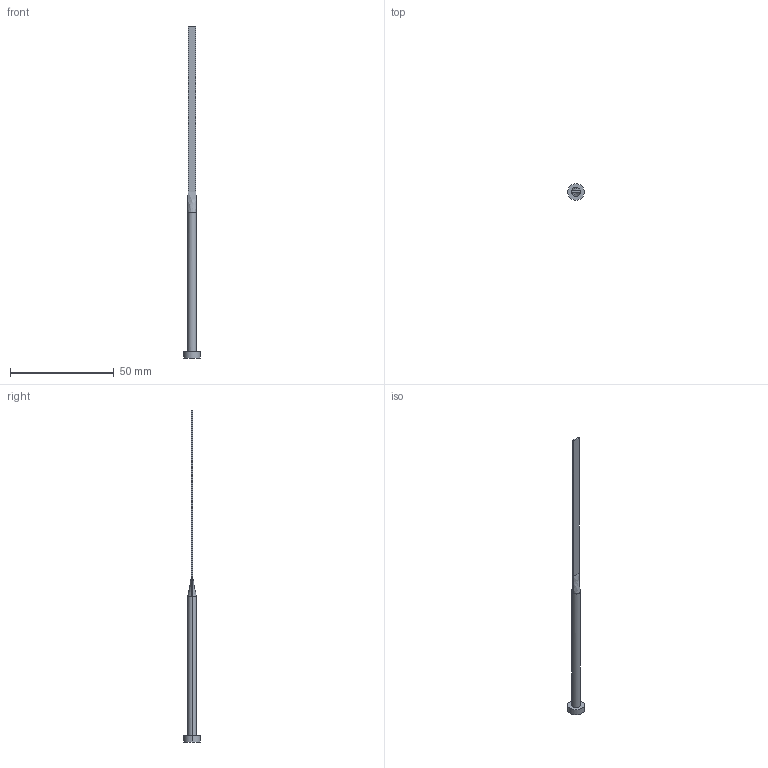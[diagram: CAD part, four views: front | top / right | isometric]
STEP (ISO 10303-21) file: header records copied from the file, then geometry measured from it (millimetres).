
FILE_DESCRIPTION (( 'STEP AP203' ), '1' );
FILE_NAME ('afc1.STEP', '2026-02-12T09:04:50', ( '' ), ( '' ), 'SwSTEP 2.0', 'SolidWorks 2019', '' );
FILE_SCHEMA (( 'CONFIG_CONTROL_DESIGN' ));
Length unit declared in the file: millimetre
Products named in the file (1): afc1
Bounding box: 8 x 8 x 160 mm (x, y, z)
Volume: 1336.8 mm3; surface area: 1857.8 mm2
Topology: 1 solids, 1 shells, 15 faces, 32 edges, 20 vertices
Faces by surface type: plane 7, cylinder 4, bspline 4
Entity records: 577 total; most frequent: CARTESIAN_POINT 177, DIRECTION 66, ORIENTED_EDGE 64, EDGE_CURVE 32, AXIS2_PLACEMENT_3D 23, VERTEX_POINT 20, LINE 20, VECTOR 20
